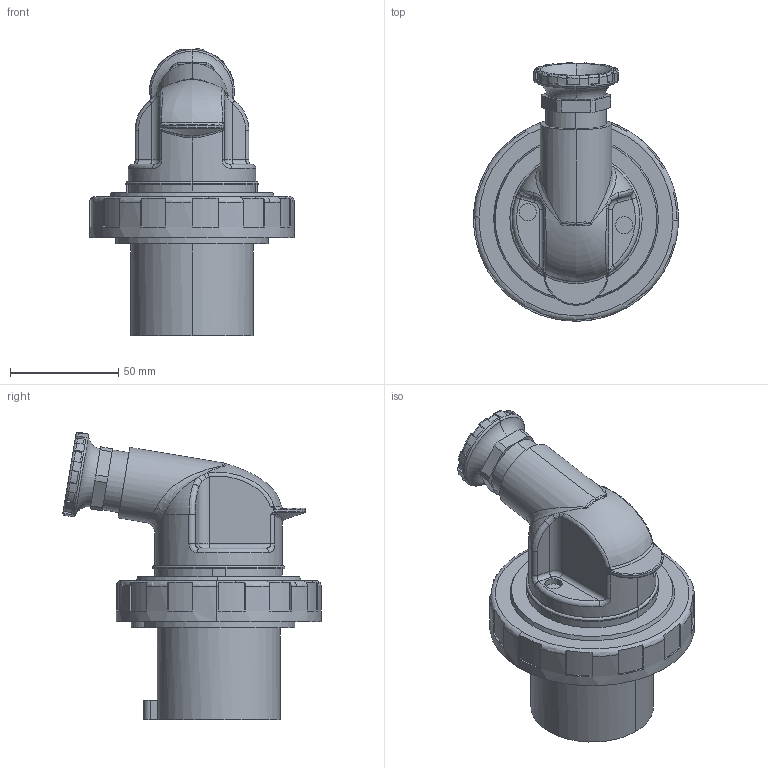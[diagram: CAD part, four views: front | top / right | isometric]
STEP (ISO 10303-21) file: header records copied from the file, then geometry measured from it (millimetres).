
FILE_DESCRIPTION((''),'2;1');
FILE_NAME('GW60119_ASM','2021-09-29T13:18:38',('User'),('Axiro Italia'),'CREO PARAMETRIC BY PTC INC, 2020354','CREO PARAMETRIC BY PTC INC, 2020354','');
FILE_SCHEMA(('CONFIG_CONTROL_DESIGN'));
Length unit declared in the file: millimetre
Products named in the file (4): GW60119_COMPONENTE_A_OR; GW60119_COMPONENTE_B_OR; GW60119_COMPONENTE_C_OR; GW60119_ASM
Assembly tree (3 placements, depth 2):
  GW60119_ASM
    GW60119_COMPONENTE_A_OR
    GW60119_COMPONENTE_B_OR
    GW60119_COMPONENTE_C_OR
Bounding box: 94.5 x 119.11 x 132.61 mm (x, y, z)
Volume: 170514.4 mm3; surface area: 94974.9 mm2
Topology: 3 solids, 3 shells, 575 faces, 1471 edges, 928 vertices
Faces by surface type: cylinder 217, plane 203, torus 75, bspline 70, revolution 6, cone 4
Entity records: 22887 total; most frequent: CARTESIAN_POINT 8791, DIRECTION 3061, ORIENTED_EDGE 2942, EDGE_CURVE 1471, AXIS2_PLACEMENT_3D 1242, VERTEX_POINT 928, CIRCLE 736, EDGE_LOOP 611
